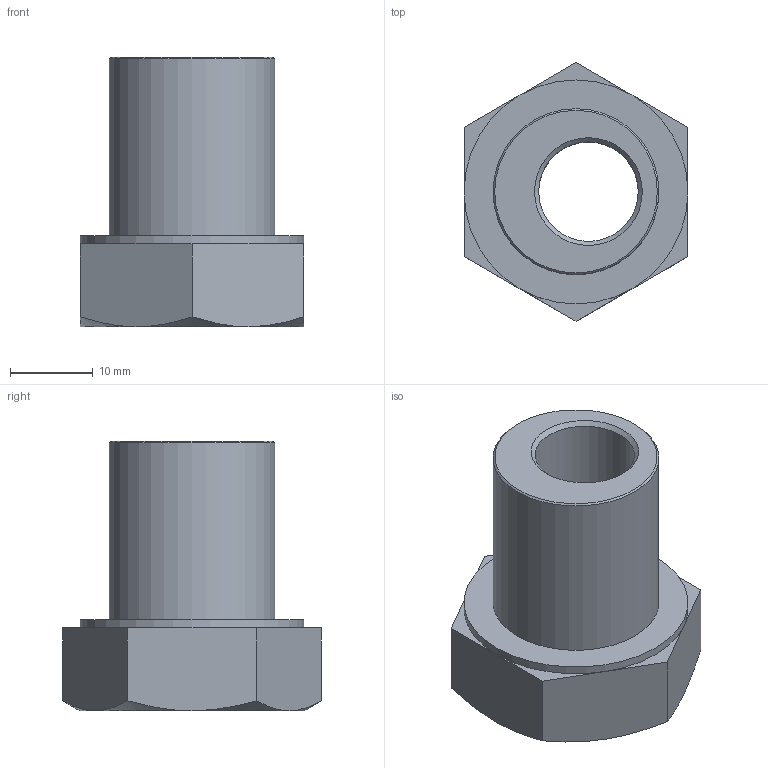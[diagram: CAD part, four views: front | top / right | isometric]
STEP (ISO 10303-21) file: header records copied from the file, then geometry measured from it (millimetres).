
FILE_DESCRIPTION(/* description */ ('Exzenterbuchse LR 16'),/* implementation_level */ '2;1');
FILE_NAME(/* name */ 'ZEI_CAD_280813-0-REV02_#SALL_#AIN_#V1.step',/* time_stamp */ '2022-09-15T21:52:52+02:00',/* author */ ('MiniTec'),/* organization */ ('MiniTec GmbH & Co.KG'),/* preprocessor_version */ 'ST-DEVELOPER v18.1',/* originating_system */ 'Autodesk Inventor 2021',/* authorisation */ '');
FILE_SCHEMA (('CONFIG_CONTROL_DESIGN'));
Length unit declared in the file: millimetre
Products named in the file (1): 28-0813-0FZ.002
Bounding box: 27 x 31.18 x 32.5 mm (x, y, z)
Volume: 8315.9 mm3; surface area: 4757.3 mm2
Topology: 1 solids, 1 shells, 30 faces, 64 edges, 38 vertices
Faces by surface type: plane 16, cone 10, cylinder 4
Full cylindrical faces by diameter (mm): 12 x1, 20 x2, 27 x1
Entity records: 837 total; most frequent: CARTESIAN_POINT 159, DIRECTION 140, ORIENTED_EDGE 128, EDGE_CURVE 64, AXIS2_PLACEMENT_3D 57, VERTEX_POINT 38, EDGE_LOOP 34, FACE_OUTER_BOUND 30
